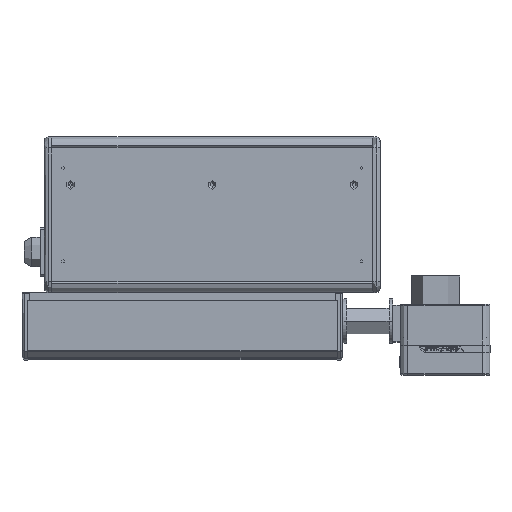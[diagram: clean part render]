
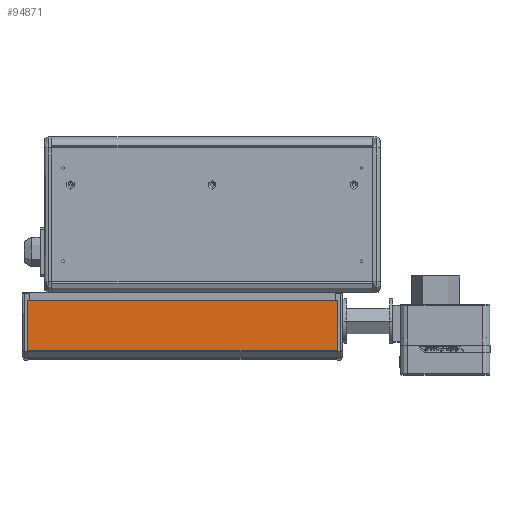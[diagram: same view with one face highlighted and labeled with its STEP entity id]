
A CAD part, front view. The second image highlights one B-rep face of the part: STEP entity #94871.
In plain terms, the highlighted planar face has unit normal (0, -1, 0).
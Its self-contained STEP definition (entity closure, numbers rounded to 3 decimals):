
#929 = CARTESIAN_POINT ( 'NONE',  ( 234.855, 70.568, -70.786 ) ) ;
#9470 = DIRECTION ( 'NONE',  ( 0., -1., 0. ) ) ;
#10198 = DIRECTION ( 'NONE',  ( 0., 0., 1. ) ) ;
#10482 = LINE ( 'NONE', #19898, #66946 ) ;
#14309 = VECTOR ( 'NONE', #123633, 1000. ) ;
#15238 = EDGE_CURVE ( 'NONE', #101695, #97050, #116133, .T. ) ;
#17922 = LINE ( 'NONE', #64220, #39930 ) ;
#19766 = ORIENTED_EDGE ( 'NONE', *, *, #15238, .T. ) ;
#19898 = CARTESIAN_POINT ( 'NONE',  ( -180.145, 70.568, -70.786 ) ) ;
#23222 = EDGE_CURVE ( 'NONE', #97050, #79305, #17922, .T. ) ;
#27939 = AXIS2_PLACEMENT_3D ( 'NONE', #56529, #9470, #10198 ) ;
#28753 = CARTESIAN_POINT ( 'NONE',  ( 234.855, 70.568, -4. ) ) ;
#30086 = VERTEX_POINT ( 'NONE', #141508 ) ;
#30996 = EDGE_CURVE ( 'NONE', #101695, #30086, #75551, .T. ) ;
#31657 = ORIENTED_EDGE ( 'NONE', *, *, #23222, .T. ) ;
#33479 = CARTESIAN_POINT ( 'NONE',  ( 234.855, 70.568, -70.786 ) ) ;
#39930 = VECTOR ( 'NONE', #127167, 1000. ) ;
#42359 = DIRECTION ( 'NONE',  ( 0., 0., 1. ) ) ;
#56529 = CARTESIAN_POINT ( 'NONE',  ( 234.855, 70.568, -70.786 ) ) ;
#64220 = CARTESIAN_POINT ( 'NONE',  ( 234.855, 70.568, -4. ) ) ;
#66946 = VECTOR ( 'NONE', #42359, 1000. ) ;
#75551 = LINE ( 'NONE', #929, #137540 ) ;
#76832 = FACE_OUTER_BOUND ( 'NONE', #87846, .T. ) ;
#78868 = CARTESIAN_POINT ( 'NONE',  ( 234.855, 70.568, -70.786 ) ) ;
#79305 = VERTEX_POINT ( 'NONE', #95813 ) ;
#87846 = EDGE_LOOP ( 'NONE', ( #99903, #109895, #19766, #31657 ) ) ;
#88385 = PLANE ( 'NONE',  #27939 ) ;
#94871 = ADVANCED_FACE ( 'NONE', ( #76832 ), #88385, .T. ) ;
#95813 = CARTESIAN_POINT ( 'NONE',  ( -180.145, 70.568, -4. ) ) ;
#97050 = VERTEX_POINT ( 'NONE', #28753 ) ;
#99903 = ORIENTED_EDGE ( 'NONE', *, *, #142918, .F. ) ;
#100797 = DIRECTION ( 'NONE',  ( -1., 0., 0. ) ) ;
#101695 = VERTEX_POINT ( 'NONE', #33479 ) ;
#109895 = ORIENTED_EDGE ( 'NONE', *, *, #30996, .F. ) ;
#116133 = LINE ( 'NONE', #78868, #14309 ) ;
#123633 = DIRECTION ( 'NONE',  ( 0., 0., 1. ) ) ;
#127167 = DIRECTION ( 'NONE',  ( -1., 0., 0. ) ) ;
#137540 = VECTOR ( 'NONE', #100797, 1000. ) ;
#141508 = CARTESIAN_POINT ( 'NONE',  ( -180.145, 70.568, -70.786 ) ) ;
#142918 = EDGE_CURVE ( 'NONE', #30086, #79305, #10482, .T. ) ;
